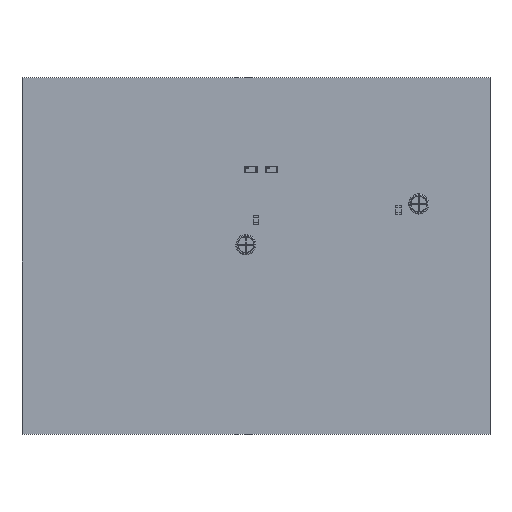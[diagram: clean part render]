
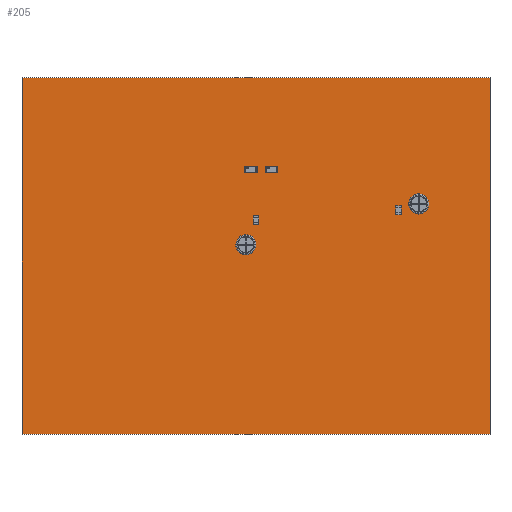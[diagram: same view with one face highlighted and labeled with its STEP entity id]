
A CAD part, top view. The second image highlights one B-rep face of the part: STEP entity #205.
In plain terms, the highlighted planar face has unit normal (0, 0, 1).
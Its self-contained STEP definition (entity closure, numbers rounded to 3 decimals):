
#76 = VERTEX_POINT('',#77);
#77 = CARTESIAN_POINT('',(45.72,134.62,0.411));
#83 = EDGE_CURVE('',#76,#84,#86,.T.);
#84 = VERTEX_POINT('',#85);
#85 = CARTESIAN_POINT('',(162.56,134.62,0.411));
#86 = LINE('',#87,#88);
#87 = CARTESIAN_POINT('',(45.72,134.62,0.411));
#88 = VECTOR('',#89,1.);
#89 = DIRECTION('',(1.,0.,0.));
#114 = EDGE_CURVE('',#84,#115,#117,.T.);
#115 = VERTEX_POINT('',#116);
#116 = CARTESIAN_POINT('',(162.56,45.72,0.411));
#117 = LINE('',#118,#119);
#118 = CARTESIAN_POINT('',(162.56,134.62,0.411));
#119 = VECTOR('',#120,1.);
#120 = DIRECTION('',(0.,-1.,0.));
#145 = EDGE_CURVE('',#115,#146,#148,.T.);
#146 = VERTEX_POINT('',#147);
#147 = CARTESIAN_POINT('',(45.72,45.72,0.411));
#148 = LINE('',#149,#150);
#149 = CARTESIAN_POINT('',(162.56,45.72,0.411));
#150 = VECTOR('',#151,1.);
#151 = DIRECTION('',(-1.,0.,0.));
#176 = EDGE_CURVE('',#146,#76,#177,.T.);
#177 = LINE('',#178,#179);
#178 = CARTESIAN_POINT('',(45.72,45.72,0.411));
#179 = VECTOR('',#180,1.);
#180 = DIRECTION('',(0.,1.,0.));
#205 = ADVANCED_FACE('',(#206),#212,.F.);
#206 = FACE_BOUND('',#207,.F.);
#207 = EDGE_LOOP('',(#208,#209,#210,#211));
#208 = ORIENTED_EDGE('',*,*,#83,.T.);
#209 = ORIENTED_EDGE('',*,*,#114,.T.);
#210 = ORIENTED_EDGE('',*,*,#145,.T.);
#211 = ORIENTED_EDGE('',*,*,#176,.T.);
#212 = PLANE('',#213);
#213 = AXIS2_PLACEMENT_3D('',#214,#215,#216);
#214 = CARTESIAN_POINT('',(104.14,90.17,0.411));
#215 = DIRECTION('',(-0.,-0.,-1.));
#216 = DIRECTION('',(-1.,0.,0.));
